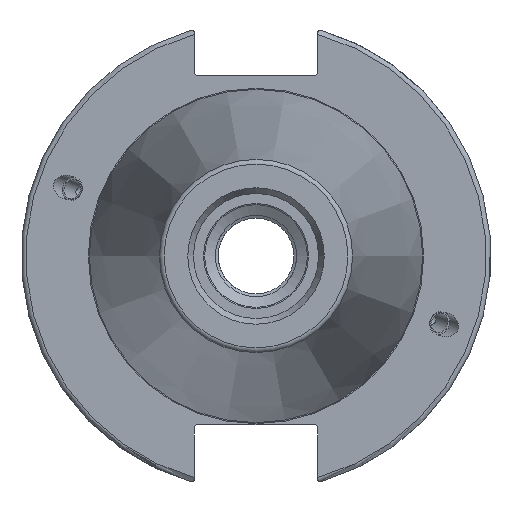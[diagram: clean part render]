
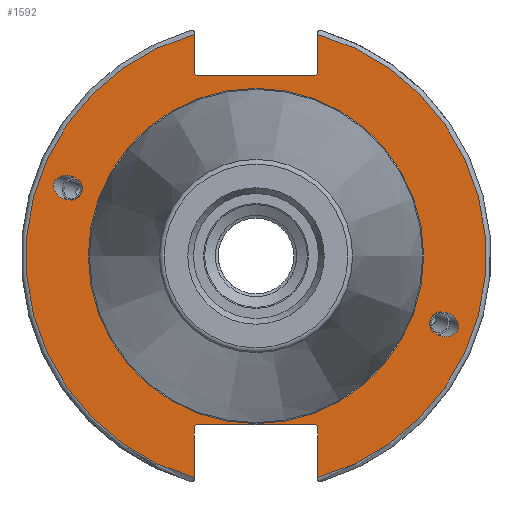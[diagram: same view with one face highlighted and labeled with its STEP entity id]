
A CAD part, left-side view. The second image highlights one B-rep face of the part: STEP entity #1592.
In plain terms, the highlighted planar face has unit normal (-1, 0, 0).
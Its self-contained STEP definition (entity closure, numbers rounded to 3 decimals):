
#31=ELLIPSE('',#1716,3.052,2.5);
#32=ELLIPSE('',#1750,3.052,2.5);
#47=FACE_BOUND('',#266,.T.);
#48=FACE_BOUND('',#267,.T.);
#49=FACE_BOUND('',#268,.T.);
#91=PLANE('',#1764);
#161=FACE_OUTER_BOUND('',#265,.T.);
#265=EDGE_LOOP('',(#1281,#1282,#1283,#1284,#1285,#1286,#1287,#1288,#1289,
#1290,#1291,#1292));
#266=EDGE_LOOP('',(#1293));
#267=EDGE_LOOP('',(#1294));
#268=EDGE_LOOP('',(#1295));
#366=LINE('',#3015,#463);
#367=LINE('',#3017,#464);
#368=LINE('',#3019,#465);
#369=LINE('',#3021,#466);
#370=LINE('',#3023,#467);
#371=LINE('',#3027,#468);
#372=LINE('',#3029,#469);
#373=LINE('',#3031,#470);
#374=LINE('',#3033,#471);
#375=LINE('',#3034,#472);
#463=VECTOR('',#2098,10.);
#464=VECTOR('',#2099,10.);
#465=VECTOR('',#2100,10.);
#466=VECTOR('',#2101,10.);
#467=VECTOR('',#2102,10.);
#468=VECTOR('',#2105,10.);
#469=VECTOR('',#2106,10.);
#470=VECTOR('',#2107,10.);
#471=VECTOR('',#2108,10.);
#472=VECTOR('',#2109,10.);
#565=CIRCLE('',#1762,35.125);
#567=CIRCLE('',#1765,48.213);
#568=CIRCLE('',#1766,48.213);
#698=VERTEX_POINT('',#2724);
#736=VERTEX_POINT('',#2983);
#743=VERTEX_POINT('',#3006);
#744=VERTEX_POINT('',#3011);
#745=VERTEX_POINT('',#3012);
#746=VERTEX_POINT('',#3014);
#747=VERTEX_POINT('',#3016);
#748=VERTEX_POINT('',#3018);
#749=VERTEX_POINT('',#3020);
#750=VERTEX_POINT('',#3022);
#751=VERTEX_POINT('',#3024);
#752=VERTEX_POINT('',#3026);
#753=VERTEX_POINT('',#3028);
#754=VERTEX_POINT('',#3030);
#755=VERTEX_POINT('',#3032);
#878=EDGE_CURVE('',#698,#698,#31,.T.);
#929=EDGE_CURVE('',#736,#736,#32,.T.);
#940=EDGE_CURVE('',#743,#743,#565,.T.);
#942=EDGE_CURVE('',#744,#745,#567,.T.);
#943=EDGE_CURVE('',#744,#746,#366,.T.);
#944=EDGE_CURVE('',#747,#746,#367,.T.);
#945=EDGE_CURVE('',#747,#748,#368,.T.);
#946=EDGE_CURVE('',#749,#748,#369,.T.);
#947=EDGE_CURVE('',#749,#750,#370,.T.);
#948=EDGE_CURVE('',#751,#750,#568,.T.);
#949=EDGE_CURVE('',#751,#752,#371,.T.);
#950=EDGE_CURVE('',#753,#752,#372,.T.);
#951=EDGE_CURVE('',#753,#754,#373,.T.);
#952=EDGE_CURVE('',#755,#754,#374,.T.);
#953=EDGE_CURVE('',#755,#745,#375,.T.);
#1281=ORIENTED_EDGE('',*,*,#942,.F.);
#1282=ORIENTED_EDGE('',*,*,#943,.T.);
#1283=ORIENTED_EDGE('',*,*,#944,.F.);
#1284=ORIENTED_EDGE('',*,*,#945,.T.);
#1285=ORIENTED_EDGE('',*,*,#946,.F.);
#1286=ORIENTED_EDGE('',*,*,#947,.T.);
#1287=ORIENTED_EDGE('',*,*,#948,.F.);
#1288=ORIENTED_EDGE('',*,*,#949,.T.);
#1289=ORIENTED_EDGE('',*,*,#950,.F.);
#1290=ORIENTED_EDGE('',*,*,#951,.T.);
#1291=ORIENTED_EDGE('',*,*,#952,.F.);
#1292=ORIENTED_EDGE('',*,*,#953,.T.);
#1293=ORIENTED_EDGE('',*,*,#878,.T.);
#1294=ORIENTED_EDGE('',*,*,#929,.T.);
#1295=ORIENTED_EDGE('',*,*,#940,.F.);
#1592=ADVANCED_FACE('',(#161,#47,#48,#49),#91,.T.);
#1716=AXIS2_PLACEMENT_3D('',#2726,#1978,#1979);
#1750=AXIS2_PLACEMENT_3D('',#2985,#2062,#2063);
#1762=AXIS2_PLACEMENT_3D('',#3008,#2090,#2091);
#1764=AXIS2_PLACEMENT_3D('',#3010,#2094,#2095);
#1765=AXIS2_PLACEMENT_3D('',#3013,#2096,#2097);
#1766=AXIS2_PLACEMENT_3D('',#3025,#2103,#2104);
#1978=DIRECTION('center_axis',(1.,0.,0.));
#1979=DIRECTION('ref_axis',(0.,-0.94,-0.342));
#2062=DIRECTION('center_axis',(1.,0.,0.));
#2063=DIRECTION('ref_axis',(0.,0.94,0.342));
#2090=DIRECTION('center_axis',(-1.,0.,0.));
#2091=DIRECTION('ref_axis',(0.,-1.,0.));
#2094=DIRECTION('center_axis',(-1.,0.,0.));
#2095=DIRECTION('ref_axis',(0.,0.,1.));
#2096=DIRECTION('center_axis',(1.,0.,0.));
#2097=DIRECTION('ref_axis',(0.,-1.,0.));
#2098=DIRECTION('',(0.,0.,-1.));
#2099=DIRECTION('',(0.,-0.707,0.707));
#2100=DIRECTION('',(0.,1.,0.));
#2101=DIRECTION('',(0.,-0.707,-0.707));
#2102=DIRECTION('',(0.,0.,1.));
#2103=DIRECTION('center_axis',(1.,0.,0.));
#2104=DIRECTION('ref_axis',(0.,1.,0.));
#2105=DIRECTION('',(0.,0.,1.));
#2106=DIRECTION('',(0.,0.707,-0.707));
#2107=DIRECTION('',(0.,-1.,0.));
#2108=DIRECTION('',(0.,0.707,0.707));
#2109=DIRECTION('',(0.,0.,-1.));
#2724=CARTESIAN_POINT('',(3.175,-36.599,-13.321));
#2726=CARTESIAN_POINT('Origin',(3.175,-39.467,-14.365));
#2983=CARTESIAN_POINT('',(3.175,36.599,13.321));
#2985=CARTESIAN_POINT('Origin',(3.175,39.467,14.365));
#3006=CARTESIAN_POINT('',(3.175,0.,35.125));
#3008=CARTESIAN_POINT('Origin',(3.175,0.,0.));
#3010=CARTESIAN_POINT('Origin',(3.175,49.213,0.));
#3011=CARTESIAN_POINT('',(3.175,-12.95,46.441));
#3012=CARTESIAN_POINT('',(3.175,-12.95,-46.441));
#3013=CARTESIAN_POINT('Origin',(3.175,0.,0.));
#3014=CARTESIAN_POINT('',(3.175,-12.95,38.219));
#3015=CARTESIAN_POINT('',(3.175,-12.95,18.86));
#3016=CARTESIAN_POINT('',(3.175,-12.45,37.719));
#3017=CARTESIAN_POINT('',(3.175,12.27,12.999));
#3018=CARTESIAN_POINT('',(3.175,12.45,37.719));
#3019=CARTESIAN_POINT('',(3.175,24.606,37.719));
#3020=CARTESIAN_POINT('',(3.175,12.95,38.219));
#3021=CARTESIAN_POINT('',(3.175,12.336,37.605));
#3022=CARTESIAN_POINT('',(3.175,12.95,46.441));
#3023=CARTESIAN_POINT('',(3.175,12.95,18.86));
#3024=CARTESIAN_POINT('',(3.175,12.95,-46.441));
#3025=CARTESIAN_POINT('Origin',(3.175,0.,0.));
#3026=CARTESIAN_POINT('',(3.175,12.95,-35.806));
#3027=CARTESIAN_POINT('',(3.175,12.95,-17.653));
#3028=CARTESIAN_POINT('',(3.175,12.45,-35.306));
#3029=CARTESIAN_POINT('',(3.175,12.939,-35.795));
#3030=CARTESIAN_POINT('',(3.175,-12.45,-35.306));
#3031=CARTESIAN_POINT('',(3.175,24.606,-35.306));
#3032=CARTESIAN_POINT('',(3.175,-12.95,-35.806));
#3033=CARTESIAN_POINT('',(3.175,11.667,-11.189));
#3034=CARTESIAN_POINT('',(3.175,-12.95,-17.653));
